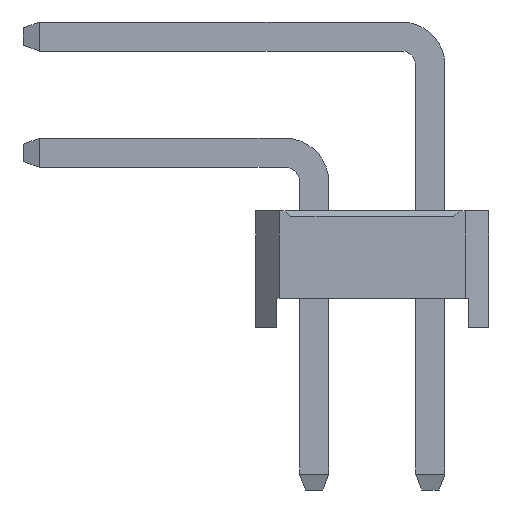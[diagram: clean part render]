
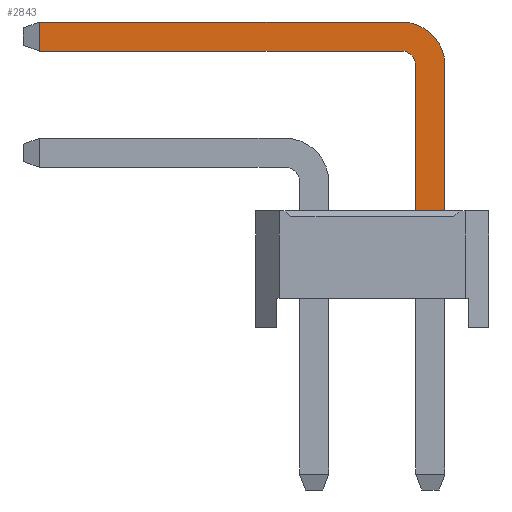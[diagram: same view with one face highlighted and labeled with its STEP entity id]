
A CAD part, left-side view. The second image highlights one B-rep face of the part: STEP entity #2843.
In plain terms, the highlighted planar face has unit normal (-1, 0, 0).
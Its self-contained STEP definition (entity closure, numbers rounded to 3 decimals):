
#2843=ADVANCED_FACE('',(#12383),#12385,.T.);
#12383=FACE_BOUND('',#12384,.T.);
#12384=EDGE_LOOP('',(#20101,#20102,#20103,#20104,#20105,#20106,#20107,#20108));
#12385=PLANE('',#12386);
#12386=AXIS2_PLACEMENT_3D('',#12387,#12388,#12389);
#12387=CARTESIAN_POINT('',(-0.25,-1.75,-2.8));
#12388=DIRECTION('',(-1.,0.,0.));
#12389=DIRECTION('',(0.,-1.,0.));
#20101=ORIENTED_EDGE('',*,*,#24856,.F.);
#20102=ORIENTED_EDGE('',*,*,#24857,.F.);
#20103=ORIENTED_EDGE('',*,*,#24858,.F.);
#20104=ORIENTED_EDGE('',*,*,#24859,.F.);
#20105=ORIENTED_EDGE('',*,*,#23671,.T.);
#20106=ORIENTED_EDGE('',*,*,#24855,.T.);
#20107=ORIENTED_EDGE('',*,*,#24860,.T.);
#20108=ORIENTED_EDGE('',*,*,#24861,.T.);
#23671=EDGE_CURVE('',#26642,#26640,#26643,.T.);
#24855=EDGE_CURVE('',#26640,#28672,#28674,.T.);
#24856=EDGE_CURVE('',#28675,#28676,#28677,.T.);
#24857=EDGE_CURVE('',#28678,#28675,#28679,.T.);
#24858=EDGE_CURVE('',#28680,#28678,#28681,.T.);
#24859=EDGE_CURVE('',#26642,#28680,#28682,.T.);
#24860=EDGE_CURVE('',#28672,#28683,#28684,.T.);
#24861=EDGE_CURVE('',#28683,#28676,#28685,.T.);
#26640=VERTEX_POINT('',#31566);
#26642=VERTEX_POINT('',#31570);
#26643=LINE('',#31571,#31572);
#28672=VERTEX_POINT('',#36040);
#28674=LINE('',#36044,#36045);
#28675=VERTEX_POINT('',#36047);
#28676=VERTEX_POINT('',#36048);
#28677=LINE('',#36049,#36050);
#28678=VERTEX_POINT('',#36052);
#28679=LINE('',#36053,#36054);
#28680=VERTEX_POINT('',#36056);
#28681=CIRCLE('',#36057,0.25);
#28682=LINE('',#36061,#36062);
#28683=VERTEX_POINT('',#36064);
#28684=CIRCLE('',#36065,0.75);
#28685=LINE('',#36069,#36070);
#31566=CARTESIAN_POINT('',(-0.25,-2.25,2.));
#31570=CARTESIAN_POINT('',(-0.25,-1.75,2.));
#31571=CARTESIAN_POINT('',(-0.25,-1.75,2.));
#31572=VECTOR('',#31573,1.);
#31573=DIRECTION('',(0.,-1.,0.));
#36040=CARTESIAN_POINT('',(-0.25,-2.25,4.5));
#36044=CARTESIAN_POINT('',(-0.25,-2.25,2.));
#36045=VECTOR('',#36046,1.);
#36046=DIRECTION('',(0.,0.,1.));
#36047=CARTESIAN_POINT('',(-0.25,4.725,4.75));
#36048=CARTESIAN_POINT('',(-0.25,4.725,5.25));
#36049=CARTESIAN_POINT('',(-0.25,4.725,4.75));
#36050=VECTOR('',#36051,1.);
#36051=DIRECTION('',(0.,0.,1.));
#36052=CARTESIAN_POINT('',(-0.25,-1.5,4.75));
#36053=CARTESIAN_POINT('',(-0.25,-1.5,4.75));
#36054=VECTOR('',#36055,1.);
#36055=DIRECTION('',(0.,1.,0.));
#36056=CARTESIAN_POINT('',(-0.25,-1.75,4.5));
#36057=AXIS2_PLACEMENT_3D('',#36058,#36059,#36060);
#36058=CARTESIAN_POINT('',(-0.25,-1.5,4.5));
#36059=DIRECTION('',(-1.,-0.,0.));
#36060=DIRECTION('',(0.,-1.,0.));
#36061=CARTESIAN_POINT('',(-0.25,-1.75,2.));
#36062=VECTOR('',#36063,1.);
#36063=DIRECTION('',(0.,0.,1.));
#36064=CARTESIAN_POINT('',(-0.25,-1.5,5.25));
#36065=AXIS2_PLACEMENT_3D('',#36066,#36067,#36068);
#36066=CARTESIAN_POINT('',(-0.25,-1.5,4.5));
#36067=DIRECTION('',(-1.,-0.,0.));
#36068=DIRECTION('',(0.,-1.,0.));
#36069=CARTESIAN_POINT('',(-0.25,-1.5,5.25));
#36070=VECTOR('',#36071,1.);
#36071=DIRECTION('',(0.,1.,0.));
